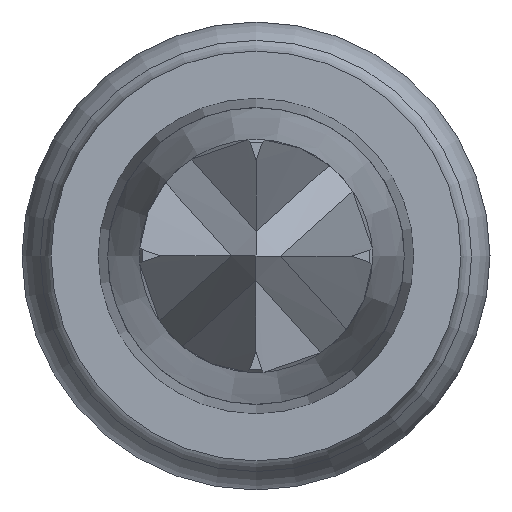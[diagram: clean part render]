
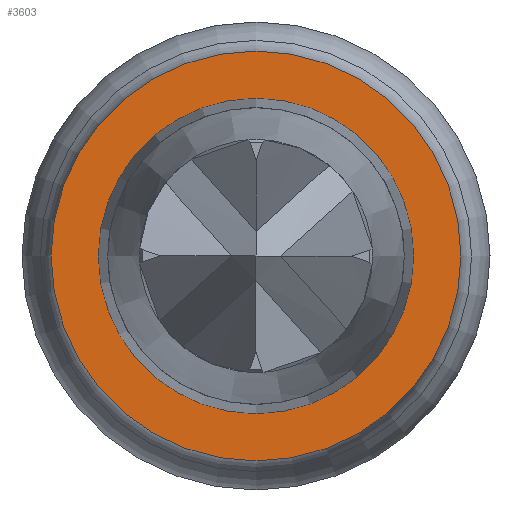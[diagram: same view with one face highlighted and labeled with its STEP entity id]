
A CAD part, left-side view. The second image highlights one B-rep face of the part: STEP entity #3603.
In plain terms, the highlighted planar face has unit normal (-1, 0, 0).
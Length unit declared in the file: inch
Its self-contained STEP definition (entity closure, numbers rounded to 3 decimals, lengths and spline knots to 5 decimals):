
#160 = EDGE_CURVE ( 'NONE', #1607, #1607, #689, .T. ) ;
#530 = CARTESIAN_POINT ( 'NONE',  ( 0., 0., 0.01354 ) ) ;
#689 = CIRCLE ( 'NONE', #1882, 0.0176 ) ;
#791 = CARTESIAN_POINT ( 'NONE',  ( 0., 0.0165, 0. ) ) ;
#874 = DIRECTION ( 'NONE',  ( 0., 0., 1. ) ) ;
#1209 = ORIENTED_EDGE ( 'NONE', *, *, #1248, .F. ) ;
#1215 = DIRECTION ( 'NONE',  ( 1., 0., 0. ) ) ;
#1248 = EDGE_CURVE ( 'NONE', #2979, #2979, #3509, .T. ) ;
#1270 = AXIS2_PLACEMENT_3D ( 'NONE', #791, #2469, #1614 ) ;
#1562 = PLANE ( 'NONE',  #1270 ) ;
#1570 = EDGE_LOOP ( 'NONE', ( #3186 ) ) ;
#1602 = AXIS2_PLACEMENT_3D ( 'NONE', #2855, #2006, #874 ) ;
#1607 = VERTEX_POINT ( 'NONE', #3295 ) ;
#1614 = DIRECTION ( 'NONE',  ( 0., 0., 1. ) ) ;
#1882 = AXIS2_PLACEMENT_3D ( 'NONE', #2356, #1215, #2046 ) ;
#2006 = DIRECTION ( 'NONE',  ( -1., 0., 0. ) ) ;
#2046 = DIRECTION ( 'NONE',  ( 0., 0., -1. ) ) ;
#2356 = CARTESIAN_POINT ( 'NONE',  ( 0., 0., 0. ) ) ;
#2381 = FACE_OUTER_BOUND ( 'NONE', #1570, .T. ) ;
#2469 = DIRECTION ( 'NONE',  ( -1., 0., 0. ) ) ;
#2672 = FACE_BOUND ( 'NONE', #3426, .T. ) ;
#2855 = CARTESIAN_POINT ( 'NONE',  ( 0., 0., 0. ) ) ;
#2979 = VERTEX_POINT ( 'NONE', #530 ) ;
#3186 = ORIENTED_EDGE ( 'NONE', *, *, #160, .F. ) ;
#3295 = CARTESIAN_POINT ( 'NONE',  ( 0., 0., -0.0176 ) ) ;
#3426 = EDGE_LOOP ( 'NONE', ( #1209 ) ) ;
#3509 = CIRCLE ( 'NONE', #1602, 0.01354 ) ;
#3603 = ADVANCED_FACE ( 'NONE', ( #2672, #2381 ), #1562, .T. ) ;
